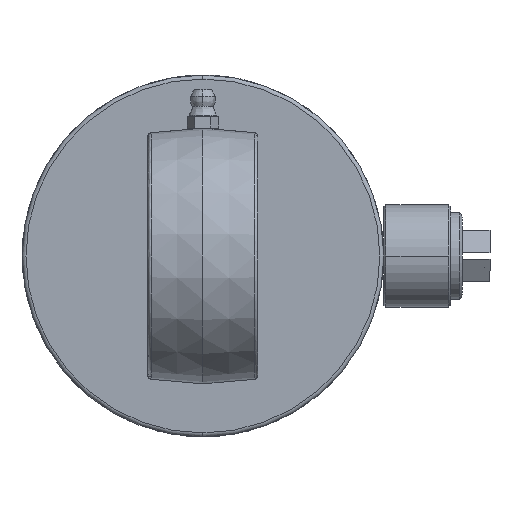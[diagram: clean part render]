
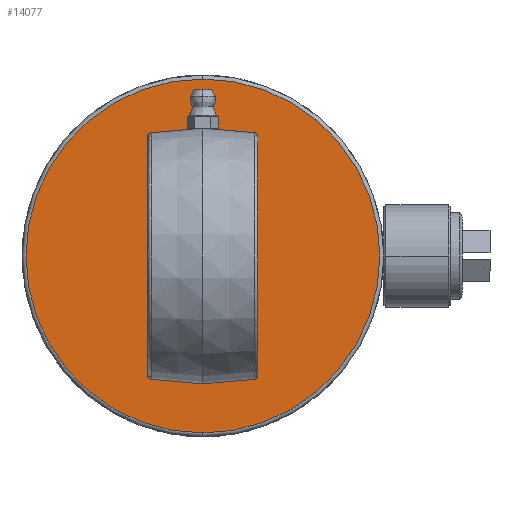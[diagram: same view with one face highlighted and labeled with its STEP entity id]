
A CAD part, left-side view. The second image highlights one B-rep face of the part: STEP entity #14077.
In plain terms, the highlighted planar face has unit normal (-1, 0, 0).
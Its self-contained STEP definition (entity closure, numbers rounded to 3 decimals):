
#556 = DIRECTION ( 'NONE',  ( 0., 0., 1. ) ) ;
#953 = DIRECTION ( 'NONE',  ( 0., 0., 1. ) ) ;
#2209 = PLANE ( 'NONE',  #14538 ) ;
#5610 = CARTESIAN_POINT ( 'NONE',  ( -10., 0., 45. ) ) ;
#6275 = DIRECTION ( 'NONE',  ( 0., 0., 1. ) ) ;
#7368 = CARTESIAN_POINT ( 'NONE',  ( -10., 0., 0. ) ) ;
#8466 = DIRECTION ( 'NONE',  ( -1., 0., 0. ) ) ;
#8519 = CIRCLE ( 'NONE', #21612, 45. ) ;
#9010 = CARTESIAN_POINT ( 'NONE',  ( -10., 0., 45. ) ) ;
#10003 = CARTESIAN_POINT ( 'NONE',  ( -10., 0., 0. ) ) ;
#12372 = EDGE_CURVE ( 'NONE', #13875, #14471, #8519, .T. ) ;
#13875 = VERTEX_POINT ( 'NONE', #9010 ) ;
#14077 = ADVANCED_FACE ( 'NONE', ( #19562 ), #2209, .T. ) ;
#14471 = VERTEX_POINT ( 'NONE', #17748 ) ;
#14538 = AXIS2_PLACEMENT_3D ( 'NONE', #5610, #16141, #6275 ) ;
#15090 = EDGE_LOOP ( 'NONE', ( #21699, #15198 ) ) ;
#15198 = ORIENTED_EDGE ( 'NONE', *, *, #15500, .T. ) ;
#15500 = EDGE_CURVE ( 'NONE', #14471, #13875, #17140, .T. ) ;
#16141 = DIRECTION ( 'NONE',  ( -1., 0., 0. ) ) ;
#16623 = DIRECTION ( 'NONE',  ( -1., 0., 0. ) ) ;
#17140 = CIRCLE ( 'NONE', #20882, 45. ) ;
#17748 = CARTESIAN_POINT ( 'NONE',  ( -10., 0., -45. ) ) ;
#19562 = FACE_OUTER_BOUND ( 'NONE', #15090, .T. ) ;
#20882 = AXIS2_PLACEMENT_3D ( 'NONE', #7368, #16623, #556 ) ;
#21612 = AXIS2_PLACEMENT_3D ( 'NONE', #10003, #8466, #953 ) ;
#21699 = ORIENTED_EDGE ( 'NONE', *, *, #12372, .T. ) ;
